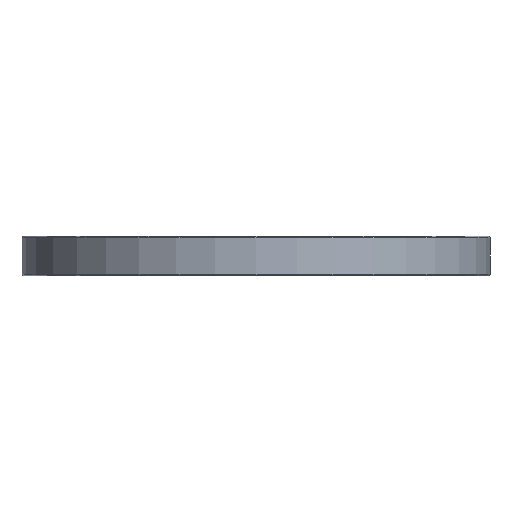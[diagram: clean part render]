
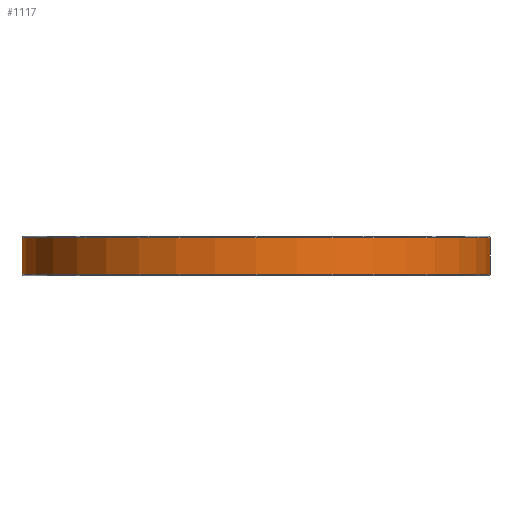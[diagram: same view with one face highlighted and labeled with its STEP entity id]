
A CAD part, front view. The second image highlights one B-rep face of the part: STEP entity #1117.
In plain terms, the highlighted cylindrical face has radius 141.5 mm (diameter 283 mm), a partial arc.
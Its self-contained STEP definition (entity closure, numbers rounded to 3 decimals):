
#35 = DIRECTION ( 'NONE',  ( 0., 0., -1. ) ) ;
#117 = DIRECTION ( 'NONE',  ( -1., 0., 0. ) ) ;
#128 = ORIENTED_EDGE ( 'NONE', *, *, #1242, .T. ) ;
#201 = VERTEX_POINT ( 'NONE', #825 ) ;
#251 = VERTEX_POINT ( 'NONE', #1130 ) ;
#333 = EDGE_LOOP ( 'NONE', ( #1195, #1023, #128, #1456 ) ) ;
#401 = CARTESIAN_POINT ( 'NONE',  ( 0., 0., 1. ) ) ;
#428 = DIRECTION ( 'NONE',  ( 0., 0., -1. ) ) ;
#510 = VERTEX_POINT ( 'NONE', #1624 ) ;
#687 = AXIS2_PLACEMENT_3D ( 'NONE', #1003, #1288, #1400 ) ;
#734 = LINE ( 'NONE', #1314, #1041 ) ;
#825 = CARTESIAN_POINT ( 'NONE',  ( -141.5, 0., 23. ) ) ;
#933 = AXIS2_PLACEMENT_3D ( 'NONE', #401, #1552, #1562 ) ;
#950 = CARTESIAN_POINT ( 'NONE',  ( -141.5, 0., 1. ) ) ;
#1003 = CARTESIAN_POINT ( 'NONE',  ( 0., 0., 23. ) ) ;
#1023 = ORIENTED_EDGE ( 'NONE', *, *, #1172, .T. ) ;
#1041 = VECTOR ( 'NONE', #35, 1000. ) ;
#1117 = ADVANCED_FACE ( 'NONE', ( #1438 ), #1144, .T. ) ;
#1130 = CARTESIAN_POINT ( 'NONE',  ( 141.5, 0., 23. ) ) ;
#1144 = CYLINDRICAL_SURFACE ( 'NONE', #1269, 141.5 ) ;
#1152 = CARTESIAN_POINT ( 'NONE',  ( -141.5, 0., 24. ) ) ;
#1172 = EDGE_CURVE ( 'NONE', #251, #201, #1630, .T. ) ;
#1186 = EDGE_CURVE ( 'NONE', #1715, #510, #1758, .T. ) ;
#1195 = ORIENTED_EDGE ( 'NONE', *, *, #1594, .F. ) ;
#1242 = EDGE_CURVE ( 'NONE', #201, #1715, #1258, .T. ) ;
#1258 = LINE ( 'NONE', #1152, #1785 ) ;
#1269 = AXIS2_PLACEMENT_3D ( 'NONE', #1581, #428, #117 ) ;
#1288 = DIRECTION ( 'NONE',  ( 0., 0., -1. ) ) ;
#1314 = CARTESIAN_POINT ( 'NONE',  ( 141.5, 0., 24. ) ) ;
#1400 = DIRECTION ( 'NONE',  ( 1., 0., 0. ) ) ;
#1438 = FACE_OUTER_BOUND ( 'NONE', #333, .T. ) ;
#1456 = ORIENTED_EDGE ( 'NONE', *, *, #1186, .T. ) ;
#1552 = DIRECTION ( 'NONE',  ( 0., 0., 1. ) ) ;
#1562 = DIRECTION ( 'NONE',  ( 1., 0., 0. ) ) ;
#1581 = CARTESIAN_POINT ( 'NONE',  ( 0., 0., 24. ) ) ;
#1594 = EDGE_CURVE ( 'NONE', #251, #510, #734, .T. ) ;
#1624 = CARTESIAN_POINT ( 'NONE',  ( 141.5, 0., 1. ) ) ;
#1630 = CIRCLE ( 'NONE', #687, 141.5 ) ;
#1715 = VERTEX_POINT ( 'NONE', #950 ) ;
#1758 = CIRCLE ( 'NONE', #933, 141.5 ) ;
#1785 = VECTOR ( 'NONE', #1861, 1000. ) ;
#1861 = DIRECTION ( 'NONE',  ( 0., 0., -1. ) ) ;
